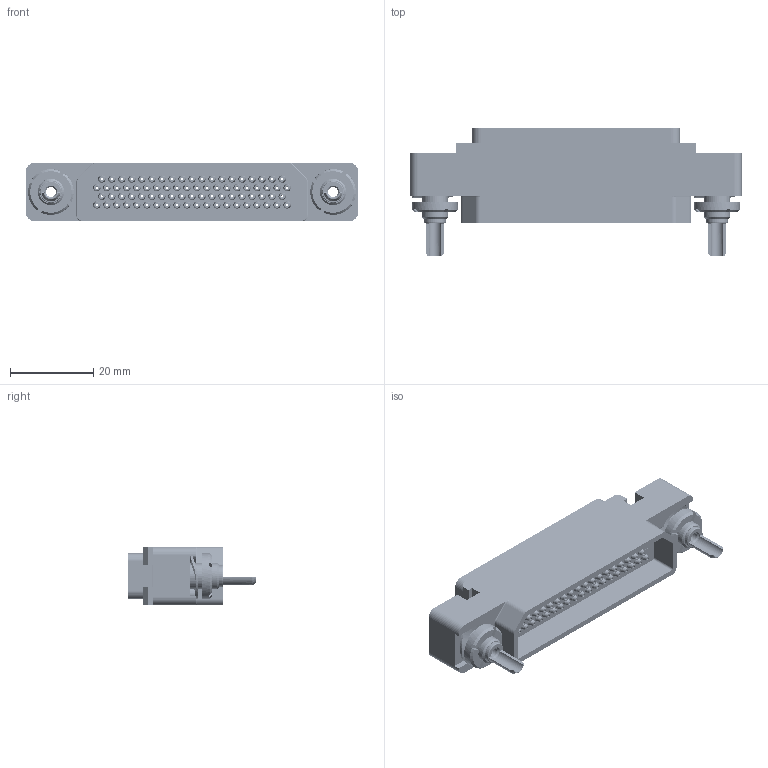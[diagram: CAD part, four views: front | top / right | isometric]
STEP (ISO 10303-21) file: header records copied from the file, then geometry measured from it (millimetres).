
FILE_DESCRIPTION((''),'2;1');
FILE_NAME('1900ND02P1B00A','2019-10-25T',('presta_be4'),(''),'CREO PARAMETRIC BY PTC INC, 2018360','CREO PARAMETRIC BY PTC INC, 2018360','');
FILE_SCHEMA(('CONFIG_CONTROL_DESIGN'));
Products named in the file (1): 1900ND02P1B00A
Bounding box: 80 x 30.8 x 14 mm (x, y, z)
Volume: 12074.4 mm3; surface area: 15422.2 mm2
Topology: 1 solids, 1 shells, 7023 faces, 15925 edges, 9386 vertices
Faces by surface type: cylinder 1936, torus 1910, plane 1786, cone 1138, extrusion 249, bspline 4
Entity records: 205342 total; most frequent: CARTESIAN_POINT 42855, DIRECTION 37176, ORIENTED_EDGE 31842, EDGE_CURVE 15921, AXIS2_PLACEMENT_3D 14942, VERTEX_POINT 9386, CIRCLE 8172, EDGE_LOOP 7833
